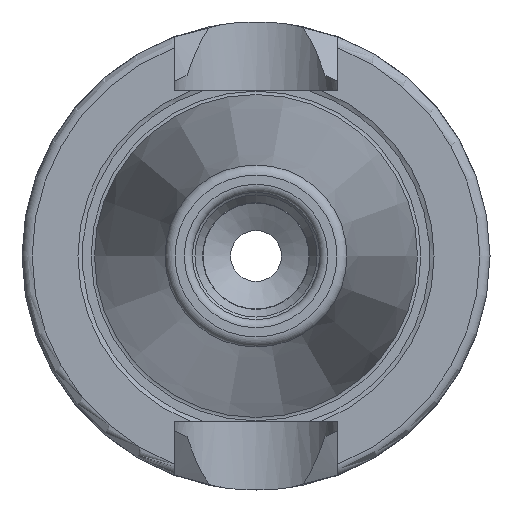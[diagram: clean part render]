
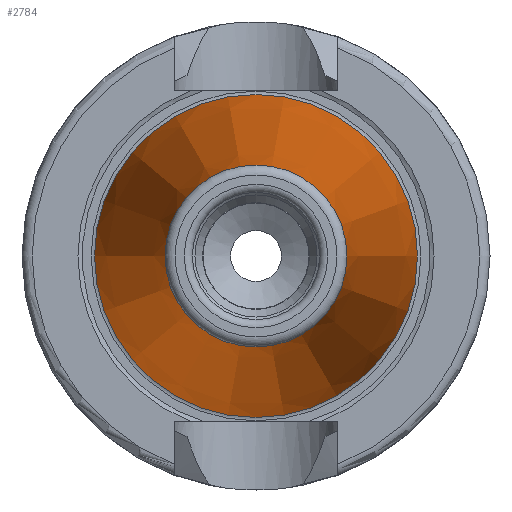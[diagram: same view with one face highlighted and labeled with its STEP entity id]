
A CAD part, left-side view. The second image highlights one B-rep face of the part: STEP entity #2784.
In plain terms, the highlighted conical face has half-angle 8.297 degrees and reference radius 12.408 mm.
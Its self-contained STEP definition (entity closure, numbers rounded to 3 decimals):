
#2750=CARTESIAN_POINT('',(-47.544,8.941,0.0));
#2751=VERTEX_POINT('',#2750);
#2752=CARTESIAN_POINT('',(-47.544,0.,0.0));
#2753=DIRECTION('',(1.0,0.0,0.0));
#2754=DIRECTION('',(0.0,1.0,0.0));
#2755=AXIS2_PLACEMENT_3D('',#2752,#2753,#2754);
#2756=CIRCLE('',#2755,8.941);
#2757=EDGE_CURVE('',#2751,#2751,#2756,.T.);
#2765=CARTESIAN_POINT('',(-23.772,0.,0.0));
#2766=DIRECTION('',(1.0,0.0,0.0));
#2767=DIRECTION('',(0.0,1.0,0.0));
#2768=AXIS2_PLACEMENT_3D('',#2765,#2766,#2767);
#2769=CONICAL_SURFACE('',#2768,12.408,8.297);
#2770=CARTESIAN_POINT('',(0.,15.875,0.0));
#2771=VERTEX_POINT('',#2770);
#2772=CARTESIAN_POINT('',(0.,0.,0.0));
#2773=DIRECTION('',(1.0,0.0,0.0));
#2774=DIRECTION('',(0.0,1.0,0.0));
#2775=AXIS2_PLACEMENT_3D('',#2772,#2773,#2774);
#2776=CIRCLE('',#2775,15.875);
#2777=EDGE_CURVE('',#2771,#2771,#2776,.T.);
#2778=ORIENTED_EDGE('',*,*,#2777,.F.);
#2779=EDGE_LOOP('',(#2778));
#2780=FACE_OUTER_BOUND('',#2779,.T.);
#2781=ORIENTED_EDGE('',*,*,#2757,.T.);
#2782=EDGE_LOOP('',(#2781));
#2783=FACE_BOUND('',#2782,.T.);
#2784=ADVANCED_FACE('',(#2780,#2783),#2769,.T.);
